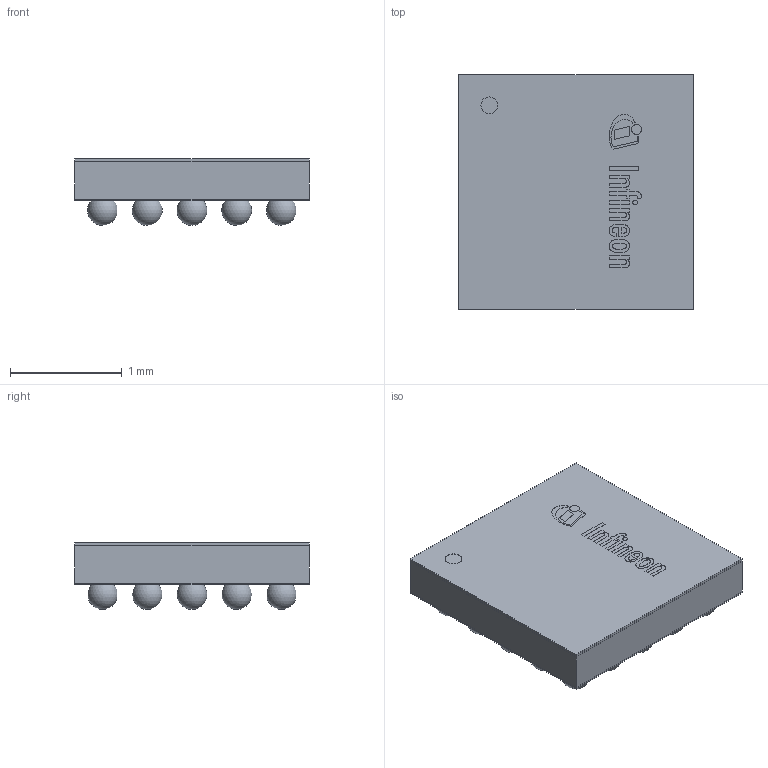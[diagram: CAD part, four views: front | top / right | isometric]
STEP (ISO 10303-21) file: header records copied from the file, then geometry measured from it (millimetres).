
FILE_DESCRIPTION(/* description */ (''),/* implementation_level */ '2;1');
FILE_NAME(/* name */ '1.stp',/* time_stamp */ '2024-07-02T15:54:20+05:30',/* author */ ('sivamani'),/* organization */ (''),/* preprocessor_version */ 'ST-DEVELOPER v19.2',/* originating_system */ 'AutoCAD Mechanical',/* authorisation */ '');
FILE_SCHEMA (('AUTOMOTIVE_DESIGN { 1 0 10303 214 3 1 1 }'));
Length unit declared in the file: millimetre
Products named in the file (1): Product
Bounding box: 2.1 x 2.1 x 0.6 mm (x, y, z)
Volume: 1.9 mm3; surface area: 34.7 mm2
Topology: 38 solids, 38 shells, 180 faces, 375 edges, 250 vertices
Faces by surface type: plane 134, sphere 22, bspline 20, cylinder 4
Full cylindrical faces by diameter (mm): 0.043 x1, 0.089 x1, 0.15 x2
Entity records: 4856 total; most frequent: CARTESIAN_POINT 1492, ORIENTED_EDGE 706, DIRECTION 587, EDGE_CURVE 353, VERTEX_POINT 250, AXIS2_PLACEMENT_3D 213, EDGE_LOOP 185, FACE_OUTER_BOUND 180
